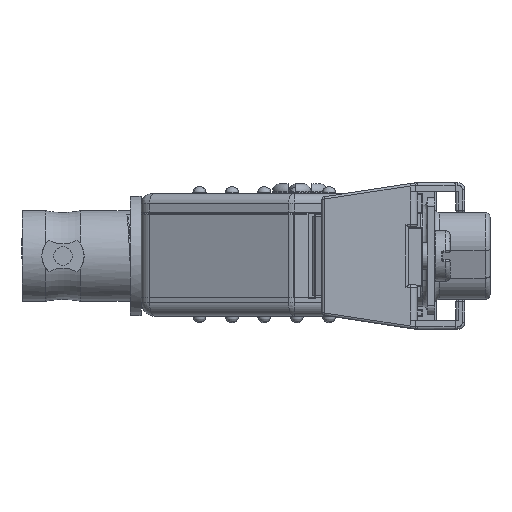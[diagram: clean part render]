
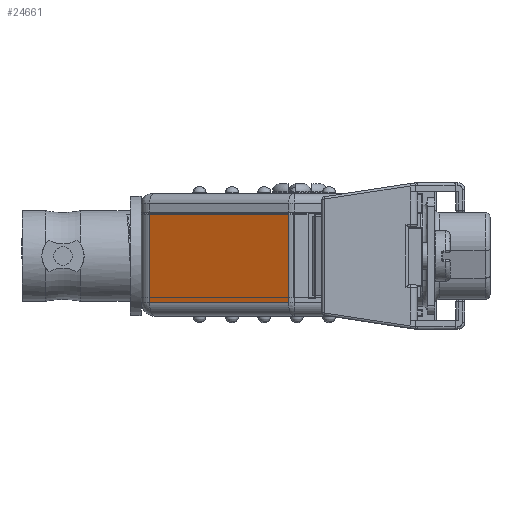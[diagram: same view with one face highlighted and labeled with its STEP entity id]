
A CAD part, left-side view. The second image highlights one B-rep face of the part: STEP entity #24661.
In plain terms, the highlighted planar face has unit normal (-0.916, 0.401, 0).
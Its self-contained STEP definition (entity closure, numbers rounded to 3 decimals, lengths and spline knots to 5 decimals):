
#1008=PLANE('',#26725);
#1872=FACE_OUTER_BOUND('',#3489,.T.);
#3489=EDGE_LOOP('',(#17604,#17605,#17606,#17607));
#5080=LINE('',#44379,#6567);
#5100=LINE('',#44451,#6587);
#5101=LINE('',#44455,#6588);
#5102=LINE('',#44456,#6589);
#6567=VECTOR('',#30972,0.3937);
#6587=VECTOR('',#31072,0.3937);
#6588=VECTOR('',#31077,0.3937);
#6589=VECTOR('',#31078,0.3937);
#10473=VERTEX_POINT('',#44369);
#10475=VERTEX_POINT('',#44375);
#10482=VERTEX_POINT('',#44450);
#10483=VERTEX_POINT('',#44454);
#13080=EDGE_CURVE('',#10473,#10475,#5080,.T.);
#13113=EDGE_CURVE('',#10475,#10482,#5100,.T.);
#13115=EDGE_CURVE('',#10483,#10473,#5101,.T.);
#13116=EDGE_CURVE('',#10482,#10483,#5102,.T.);
#17604=ORIENTED_EDGE('',*,*,#13080,.F.);
#17605=ORIENTED_EDGE('',*,*,#13115,.F.);
#17606=ORIENTED_EDGE('',*,*,#13116,.F.);
#17607=ORIENTED_EDGE('',*,*,#13113,.F.);
#24661=ADVANCED_FACE('',(#1872),#1008,.T.);
#26725=AXIS2_PLACEMENT_3D('',#44453,#31075,#31076);
#30972=DIRECTION('',(-0.401,-0.916,0.));
#31072=DIRECTION('',(0.,0.,-1.));
#31075=DIRECTION('center_axis',(-0.916,0.401,0.));
#31076=DIRECTION('ref_axis',(0.,0.,1.));
#31077=DIRECTION('',(0.,0.,1.));
#31078=DIRECTION('',(0.401,0.916,0.));
#44369=CARTESIAN_POINT('',(-0.80363,1.13784,0.17356));
#44375=CARTESIAN_POINT('',(-1.05879,0.55462,0.17356));
#44379=CARTESIAN_POINT('',(-0.97985,0.73505,0.17356));
#44450=CARTESIAN_POINT('',(-1.05879,0.55462,-0.19652));
#44451=CARTESIAN_POINT('',(-1.05879,0.55462,-0.25557));
#44453=CARTESIAN_POINT('Origin',(-1.06374,0.54331,-0.25557));
#44454=CARTESIAN_POINT('',(-0.80363,1.13784,-0.19652));
#44455=CARTESIAN_POINT('',(-0.80363,1.13784,-0.25557));
#44456=CARTESIAN_POINT('',(-0.97985,0.73505,-0.19652));
